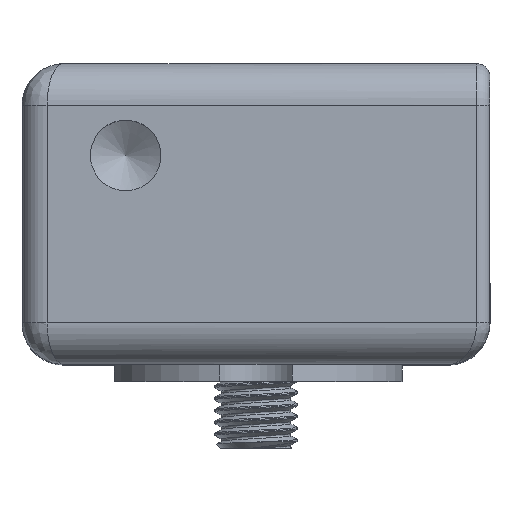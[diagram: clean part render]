
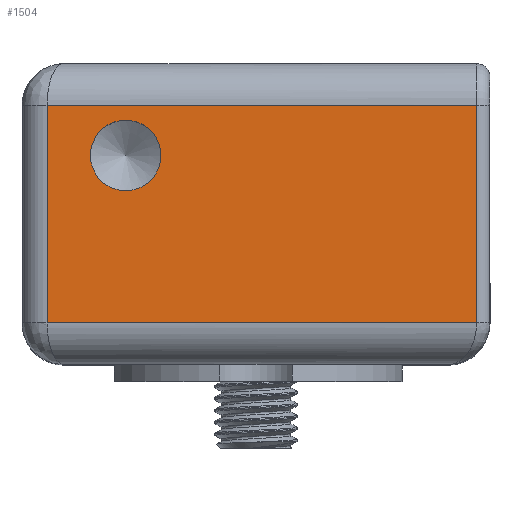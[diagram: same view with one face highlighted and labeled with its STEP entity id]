
A CAD part, top view. The second image highlights one B-rep face of the part: STEP entity #1504.
In plain terms, the highlighted planar face has unit normal (0, 0, 1).
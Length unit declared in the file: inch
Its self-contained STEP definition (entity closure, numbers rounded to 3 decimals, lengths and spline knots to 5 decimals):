
#145=FACE_BOUND('',#349,.T.);
#223=FACE_OUTER_BOUND('',#348,.T.);
#348=EDGE_LOOP('',(#1173,#1174,#1175,#1176));
#349=EDGE_LOOP('',(#1177));
#464=CIRCLE('',#1723,0.1055);
#530=LINE('',#2479,#602);
#535=LINE('',#2525,#607);
#536=LINE('',#2581,#608);
#537=LINE('',#2615,#609);
#602=VECTOR('',#2026,0.3937);
#607=VECTOR('',#2045,0.3937);
#608=VECTOR('',#2094,0.3937);
#609=VECTOR('',#2101,0.3937);
#703=VERTEX_POINT('',#2471);
#705=VERTEX_POINT('',#2477);
#709=VERTEX_POINT('',#2524);
#710=VERTEX_POINT('',#2579);
#711=VERTEX_POINT('',#2616);
#854=EDGE_CURVE('',#705,#703,#530,.T.);
#863=EDGE_CURVE('',#703,#709,#535,.T.);
#879=EDGE_CURVE('',#709,#710,#536,.T.);
#882=EDGE_CURVE('',#710,#705,#537,.T.);
#883=EDGE_CURVE('',#711,#711,#464,.T.);
#1173=ORIENTED_EDGE('',*,*,#854,.F.);
#1174=ORIENTED_EDGE('',*,*,#882,.F.);
#1175=ORIENTED_EDGE('',*,*,#879,.F.);
#1176=ORIENTED_EDGE('',*,*,#863,.F.);
#1177=ORIENTED_EDGE('',*,*,#883,.T.);
#1328=PLANE('',#1722);
#1504=ADVANCED_FACE('',(#223,#145),#1328,.T.);
#1722=AXIS2_PLACEMENT_3D('',#2614,#2099,#2100);
#1723=AXIS2_PLACEMENT_3D('',#2617,#2102,#2103);
#2026=DIRECTION('',(0.,1.,0.));
#2045=DIRECTION('',(1.,0.,0.));
#2094=DIRECTION('',(0.,-1.,0.));
#2099=DIRECTION('center_axis',(0.,0.,1.));
#2100=DIRECTION('ref_axis',(1.,0.,0.));
#2101=DIRECTION('',(-1.,0.,0.));
#2102=DIRECTION('center_axis',(0.,0.,-1.));
#2103=DIRECTION('ref_axis',(1.,0.,0.));
#2471=CARTESIAN_POINT('',(-0.625,0.775,0.7));
#2477=CARTESIAN_POINT('',(-0.625,0.125,0.7));
#2479=CARTESIAN_POINT('',(-0.625,0.,0.7));
#2524=CARTESIAN_POINT('',(0.66,0.775,0.7));
#2525=CARTESIAN_POINT('',(-0.35,0.775,0.7));
#2579=CARTESIAN_POINT('',(0.66,0.125,0.7));
#2581=CARTESIAN_POINT('',(0.66,0.,0.7));
#2614=CARTESIAN_POINT('Origin',(-0.7,0.,0.7));
#2615=CARTESIAN_POINT('',(-0.35,0.125,0.7));
#2616=CARTESIAN_POINT('',(-0.2845,0.625,0.7));
#2617=CARTESIAN_POINT('Origin',(-0.39,0.625,0.7));
